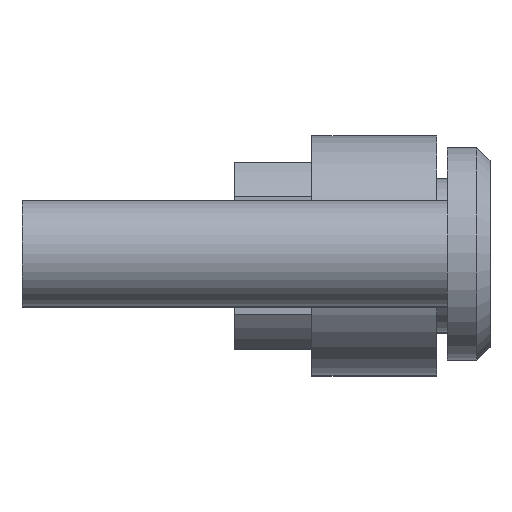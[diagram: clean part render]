
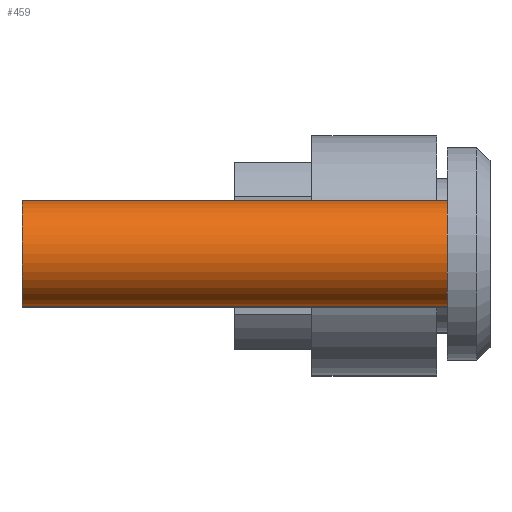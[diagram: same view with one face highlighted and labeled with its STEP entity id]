
A CAD part, top view. The second image highlights one B-rep face of the part: STEP entity #459.
In plain terms, the highlighted cylindrical face has radius 2 mm (diameter 4 mm), a partial arc.
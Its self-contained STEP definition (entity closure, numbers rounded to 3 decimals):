
#20 = DIRECTION ( 'NONE',  ( 0., 1., 0. ) ) ;
#22 = DIRECTION ( 'NONE',  ( 0., 1., 0. ) ) ;
#48 = EDGE_CURVE ( 'NONE', #354, #291, #775, .T. ) ;
#59 = CARTESIAN_POINT ( 'NONE',  ( 0., -16., 2. ) ) ;
#68 = FACE_OUTER_BOUND ( 'NONE', #404, .T. ) ;
#96 = VECTOR ( 'NONE', #321, 1000. ) ;
#117 = ORIENTED_EDGE ( 'NONE', *, *, #656, .T. ) ;
#169 = VERTEX_POINT ( 'NONE', #59 ) ;
#198 = CARTESIAN_POINT ( 'NONE',  ( 0., 0., 0. ) ) ;
#202 = VECTOR ( 'NONE', #22, 1000. ) ;
#229 = EDGE_CURVE ( 'NONE', #291, #261, #1119, .T. ) ;
#261 = VERTEX_POINT ( 'NONE', #1030 ) ;
#269 = CYLINDRICAL_SURFACE ( 'NONE', #924, 2. ) ;
#277 = DIRECTION ( 'NONE',  ( 0., 0., 1. ) ) ;
#291 = VERTEX_POINT ( 'NONE', #872 ) ;
#321 = DIRECTION ( 'NONE',  ( 0., 1., 0. ) ) ;
#354 = VERTEX_POINT ( 'NONE', #460 ) ;
#404 = EDGE_LOOP ( 'NONE', ( #792, #833, #117, #578 ) ) ;
#433 = LINE ( 'NONE', #904, #202 ) ;
#440 = CARTESIAN_POINT ( 'NONE',  ( 0., -16., 0. ) ) ;
#459 = ADVANCED_FACE ( 'NONE', ( #68 ), #269, .T. ) ;
#460 = CARTESIAN_POINT ( 'NONE',  ( 0., -16., -2. ) ) ;
#466 = EDGE_CURVE ( 'NONE', #354, #169, #512, .T. ) ;
#512 = CIRCLE ( 'NONE', #870, 2. ) ;
#525 = DIRECTION ( 'NONE',  ( 0., 0., 1. ) ) ;
#533 = AXIS2_PLACEMENT_3D ( 'NONE', #198, #805, #277 ) ;
#578 = ORIENTED_EDGE ( 'NONE', *, *, #229, .F. ) ;
#656 = EDGE_CURVE ( 'NONE', #169, #261, #433, .T. ) ;
#752 = DIRECTION ( 'NONE',  ( 0., 0., 1. ) ) ;
#775 = LINE ( 'NONE', #1117, #96 ) ;
#792 = ORIENTED_EDGE ( 'NONE', *, *, #48, .F. ) ;
#805 = DIRECTION ( 'NONE',  ( 0., 1., 0. ) ) ;
#833 = ORIENTED_EDGE ( 'NONE', *, *, #466, .T. ) ;
#870 = AXIS2_PLACEMENT_3D ( 'NONE', #440, #1048, #525 ) ;
#872 = CARTESIAN_POINT ( 'NONE',  ( 0., 0., -2. ) ) ;
#904 = CARTESIAN_POINT ( 'NONE',  ( 0., 6.253, 2. ) ) ;
#924 = AXIS2_PLACEMENT_3D ( 'NONE', #1070, #20, #752 ) ;
#1030 = CARTESIAN_POINT ( 'NONE',  ( 0., 0., 2. ) ) ;
#1048 = DIRECTION ( 'NONE',  ( 0., 1., 0. ) ) ;
#1070 = CARTESIAN_POINT ( 'NONE',  ( 0., 6.253, 0. ) ) ;
#1117 = CARTESIAN_POINT ( 'NONE',  ( 0., 6.253, -2. ) ) ;
#1119 = CIRCLE ( 'NONE', #533, 2. ) ;
